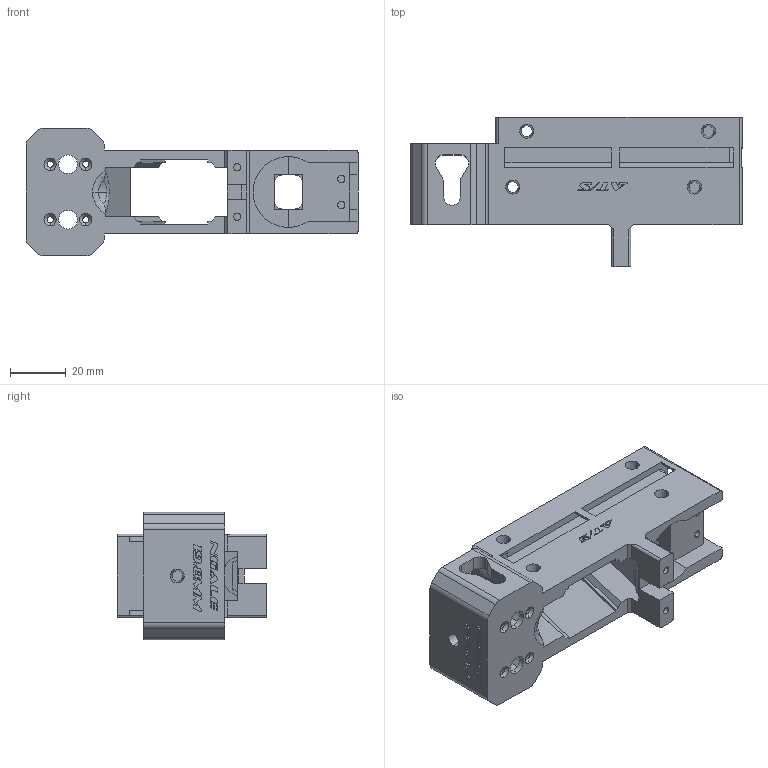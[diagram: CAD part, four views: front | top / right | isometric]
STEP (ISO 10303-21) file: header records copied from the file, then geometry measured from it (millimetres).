
FILE_DESCRIPTION (( 'STEP AP214' ), '1' );
FILE_NAME ('OFD_FLYCORE_ANGLED_NGALE_19.8MM_V1.STEP', '2023-04-14T14:23:19', ( '' ), ( '' ), 'SwSTEP 2.0', 'SolidWorks 2020', '' );
FILE_SCHEMA (( 'AUTOMOTIVE_DESIGN' ));
Length unit declared in the file: millimetre
Products named in the file (1): OFD_FLYCORE_ANGLED_NGALE_19.8MM_V1
Bounding box: 118.75 x 53.5 x 45.7 mm (x, y, z)
Volume: 66653.4 mm3; surface area: 32096.1 mm2
Topology: 1 solids, 1 shells, 826 faces, 2354 edges, 1563 vertices
Faces by surface type: plane 427, bspline 294, cylinder 75, cone 30
Entity records: 35244 total; most frequent: CARTESIAN_POINT 15515, ORIENTED_EDGE 4708, DIRECTION 2998, EDGE_CURVE 2354, VERTEX_POINT 1563, VECTOR 1542, LINE 1542, EDGE_LOOP 907
